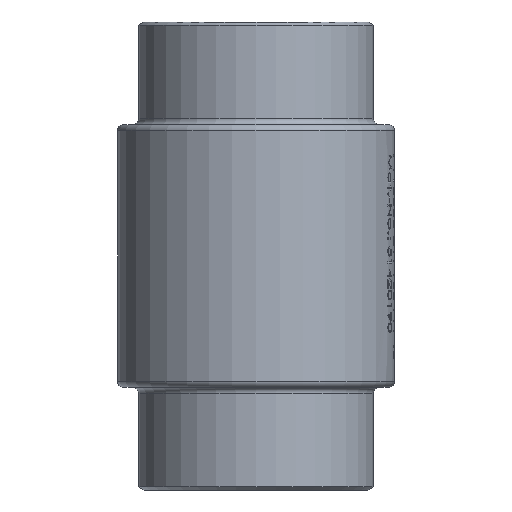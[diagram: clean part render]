
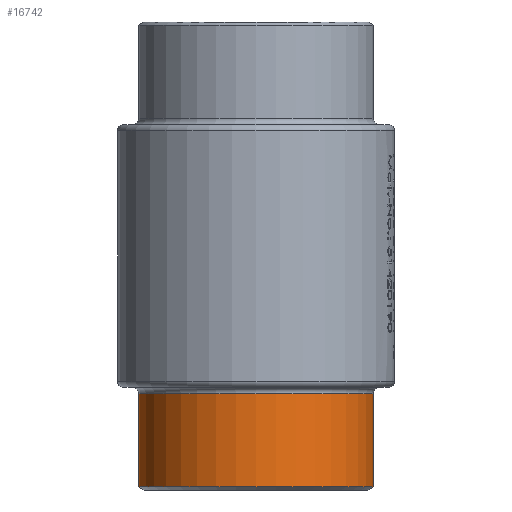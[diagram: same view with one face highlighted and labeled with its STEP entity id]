
A CAD part, front view. The second image highlights one B-rep face of the part: STEP entity #16742.
In plain terms, the highlighted cylindrical face has radius 57.15 mm (diameter 114.3 mm), a partial arc.
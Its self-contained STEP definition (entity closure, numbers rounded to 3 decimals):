
#46 = CARTESIAN_POINT ( 'NONE',  ( 0., 0., -228. ) ) ;
#189 = DIRECTION ( 'NONE',  ( 0., 0., -1. ) ) ;
#326 = AXIS2_PLACEMENT_3D ( 'NONE', #46, #6668, #1750 ) ;
#403 = VERTEX_POINT ( 'NONE', #23099 ) ;
#849 = DIRECTION ( 'NONE',  ( 1., 0., 0. ) ) ;
#1171 = DIRECTION ( 'NONE',  ( 0., 0., -1. ) ) ;
#1253 = CIRCLE ( 'NONE', #9773, 57.15 ) ;
#1648 = CARTESIAN_POINT ( 'NONE',  ( 57.15, 0., -228. ) ) ;
#1750 = DIRECTION ( 'NONE',  ( 1., 0., 0. ) ) ;
#3433 = CIRCLE ( 'NONE', #18240, 57.15 ) ;
#4570 = EDGE_LOOP ( 'NONE', ( #13567, #14599, #13037, #6639 ) ) ;
#6302 = DIRECTION ( 'NONE',  ( 0., 0., -1. ) ) ;
#6639 = ORIENTED_EDGE ( 'NONE', *, *, #13036, .F. ) ;
#6668 = DIRECTION ( 'NONE',  ( 0., 0., -1. ) ) ;
#9565 = CARTESIAN_POINT ( 'NONE',  ( 0., 0., -226.499 ) ) ;
#9773 = AXIS2_PLACEMENT_3D ( 'NONE', #19587, #189, #10879 ) ;
#10876 = FACE_OUTER_BOUND ( 'NONE', #4570, .T. ) ;
#10879 = DIRECTION ( 'NONE',  ( 1., 0., 0. ) ) ;
#11848 = LINE ( 'NONE', #20422, #24076 ) ;
#13036 = EDGE_CURVE ( 'NONE', #403, #27369, #19354, .T. ) ;
#13037 = ORIENTED_EDGE ( 'NONE', *, *, #13493, .T. ) ;
#13117 = CYLINDRICAL_SURFACE ( 'NONE', #326, 57.15 ) ;
#13493 = EDGE_CURVE ( 'NONE', #25819, #27369, #3433, .T. ) ;
#13505 = CARTESIAN_POINT ( 'NONE',  ( -57.15, 0., -226.499 ) ) ;
#13567 = ORIENTED_EDGE ( 'NONE', *, *, #17696, .T. ) ;
#14269 = EDGE_CURVE ( 'NONE', #16155, #25819, #11848, .T. ) ;
#14599 = ORIENTED_EDGE ( 'NONE', *, *, #14269, .T. ) ;
#15610 = DIRECTION ( 'NONE',  ( 0., 0., 1. ) ) ;
#16155 = VERTEX_POINT ( 'NONE', #24477 ) ;
#16428 = VECTOR ( 'NONE', #6302, 1000. ) ;
#16742 = ADVANCED_FACE ( 'NONE', ( #10876 ), #13117, .T. ) ;
#17696 = EDGE_CURVE ( 'NONE', #403, #16155, #1253, .T. ) ;
#18240 = AXIS2_PLACEMENT_3D ( 'NONE', #9565, #15610, #849 ) ;
#19354 = LINE ( 'NONE', #1648, #16428 ) ;
#19402 = CARTESIAN_POINT ( 'NONE',  ( 57.15, 0., -226.499 ) ) ;
#19587 = CARTESIAN_POINT ( 'NONE',  ( 0., 0., -181. ) ) ;
#20422 = CARTESIAN_POINT ( 'NONE',  ( -57.15, 0., -228. ) ) ;
#23099 = CARTESIAN_POINT ( 'NONE',  ( 57.15, 0., -181. ) ) ;
#24076 = VECTOR ( 'NONE', #1171, 1000. ) ;
#24477 = CARTESIAN_POINT ( 'NONE',  ( -57.15, 0., -181. ) ) ;
#25819 = VERTEX_POINT ( 'NONE', #13505 ) ;
#27369 = VERTEX_POINT ( 'NONE', #19402 ) ;
